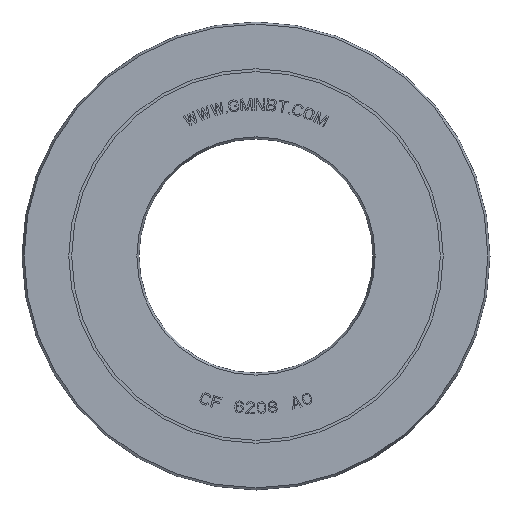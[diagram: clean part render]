
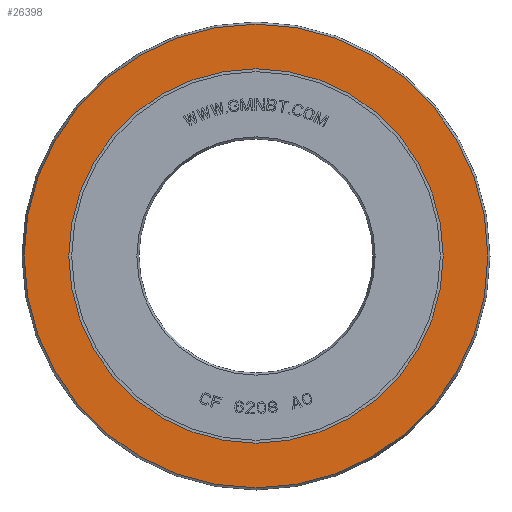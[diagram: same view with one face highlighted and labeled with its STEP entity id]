
A CAD part, front view. The second image highlights one B-rep face of the part: STEP entity #26398.
In plain terms, the highlighted planar face has unit normal (0, -1, 0).
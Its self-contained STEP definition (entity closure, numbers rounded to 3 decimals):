
#25917=CARTESIAN_POINT('',(0.,-3.,0.));
#25918=DIRECTION('',(0.,1.,0.));
#25919=DIRECTION('',(0.,0.,-1.));
#25920=AXIS2_PLACEMENT_3D('',#25917,#25918,#25919);
#25925=CARTESIAN_POINT('',(0.,-3.,0.));
#25926=DIRECTION('',(0.,-1.,0.));
#25927=DIRECTION('',(0.,0.,-1.));
#25928=AXIS2_PLACEMENT_3D('',#25925,#25926,#25927);
#25933=CARTESIAN_POINT('',(0.,-3.,0.));
#25934=DIRECTION('',(0.,-1.,0.));
#25935=DIRECTION('',(0.,0.,-1.));
#25936=AXIS2_PLACEMENT_3D('',#25933,#25934,#25935);
#25955=CARTESIAN_POINT('',(0.,-3.,0.));
#25956=DIRECTION('',(0.,1.,0.));
#25957=DIRECTION('',(0.,0.,-1.));
#25958=AXIS2_PLACEMENT_3D('',#25955,#25956,#25957);
#25994=CARTESIAN_POINT('',(0.,-3.,-32.));
#25996=VERTEX_POINT('',#25994);
#25997=CARTESIAN_POINT('',(0.,-3.,-39.636));
#25999=VERTEX_POINT('',#25997);
#26010=CARTESIAN_POINT('',(0.,-3.,32.));
#26012=VERTEX_POINT('',#26010);
#26013=CARTESIAN_POINT('',(0.,-3.,39.636));
#26015=VERTEX_POINT('',#26013);
#26383=CARTESIAN_POINT('',(0.,-3.,0.));
#26384=DIRECTION('',(0.,-1.,0.));
#26385=DIRECTION('',(0.,0.,1.));
#26386=AXIS2_PLACEMENT_3D('',#26383,#26384,#26385);
#26387=PLANE('',#26386);
#26389=ORIENTED_EDGE('',*,*,#26388,.F.);
#26391=ORIENTED_EDGE('',*,*,#26390,.T.);
#26392=EDGE_LOOP('',(#26389,#26391));
#26393=FACE_OUTER_BOUND('',#26392,.F.);
#26394=ORIENTED_EDGE('',*,*,#26376,.F.);
#26395=ORIENTED_EDGE('',*,*,#26365,.T.);
#26396=EDGE_LOOP('',(#26394,#26395));
#26397=FACE_BOUND('',#26396,.F.);
#25921=CIRCLE('',#25920,32.);
#25929=CIRCLE('',#25928,32.);
#25937=CIRCLE('',#25936,39.636);
#25959=CIRCLE('',#25958,39.636);
#26365=EDGE_CURVE('',#25996,#26012,#25929,.T.);
#26376=EDGE_CURVE('',#25996,#26012,#25921,.T.);
#26388=EDGE_CURVE('',#25999,#26015,#25937,.T.);
#26390=EDGE_CURVE('',#25999,#26015,#25959,.T.);
#26398=ADVANCED_FACE('',(#26393,#26397),#26387,.T.);
